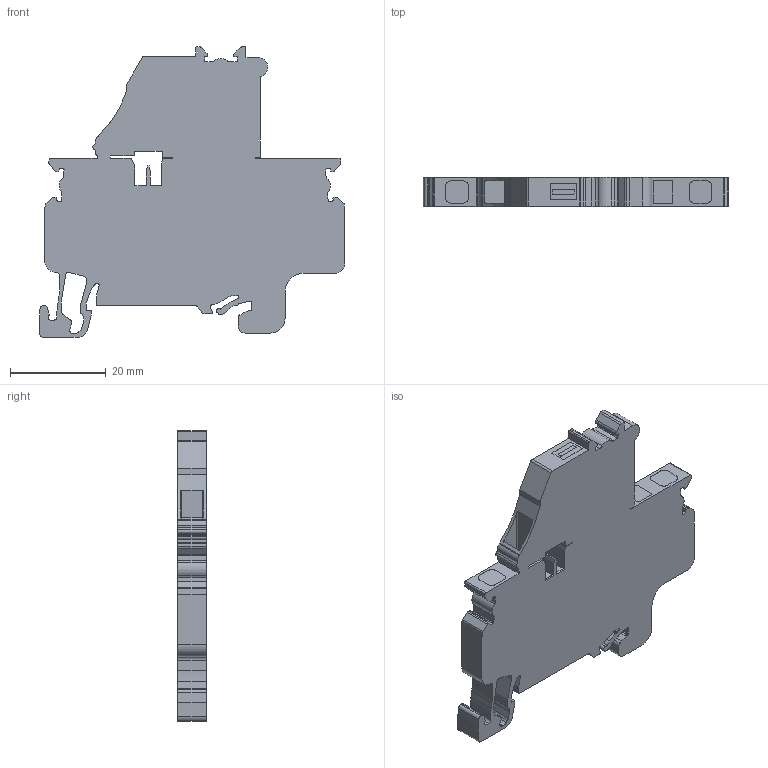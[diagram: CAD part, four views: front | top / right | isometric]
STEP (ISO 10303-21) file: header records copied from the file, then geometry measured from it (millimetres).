
FILE_DESCRIPTION(/* description */ (''),/* implementation_level */ '2;1');
FILE_NAME(/* name */ 'CXF4.stp',/* time_stamp */ '2016-06-21T10:46:29-04:00',/* author */ ('CAD Station'),/* organization */ (''),/* preprocessor_version */ 'ST-DEVELOPER v16.1',/* originating_system */ 'Autodesk Inventor 2016',/* authorisation */ '');
FILE_SCHEMA (('AUTOMOTIVE_DESIGN { 1 0 10303 214 3 1 1 }'));
Length unit declared in the file: metre
Products named in the file (1): CXF4
Bounding box: 63.85 x 6 x 60.7 mm (x, y, z)
Volume: 14456.3 mm3; surface area: 7309 mm2
Topology: 1 solids, 1 shells, 296 faces, 870 edges, 580 vertices
Faces by surface type: plane 168, cylinder 128
Entity records: 10273 total; most frequent: CARTESIAN_POINT 1787, ORIENTED_EDGE 1740, DIRECTION 1714, EDGE_CURVE 870, LINE 612, VECTOR 612, VERTEX_POINT 580, AXIS2_PLACEMENT_3D 551
